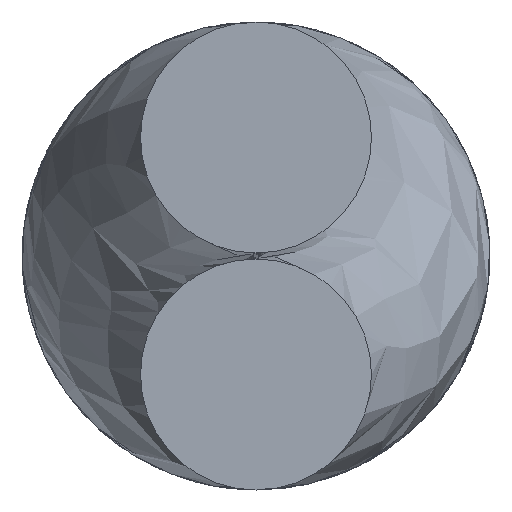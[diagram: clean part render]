
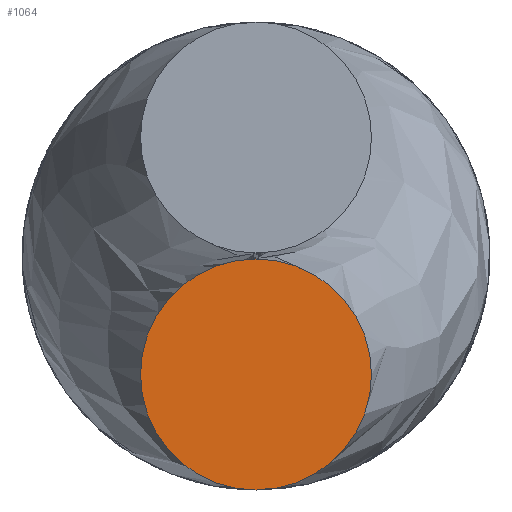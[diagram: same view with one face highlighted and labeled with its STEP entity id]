
A CAD part, front view. The second image highlights one B-rep face of the part: STEP entity #1064.
In plain terms, the highlighted planar face has unit normal (0, -1, 0).
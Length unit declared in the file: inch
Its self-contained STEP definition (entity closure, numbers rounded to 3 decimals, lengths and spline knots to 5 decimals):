
#322 = DIRECTION ( 'NONE',  ( 0., 0., 1. ) ) ;
#323 = DIRECTION ( 'NONE',  ( 0., 1., 0. ) ) ;
#325 = PLANE ( 'NONE',  #642 ) ;
#327 = CARTESIAN_POINT ( 'NONE',  ( 0., 0., -0.09619 ) ) ;
#642 = AXIS2_PLACEMENT_3D ( 'NONE', #327, #323, #322 ) ;
#647 = AXIS2_PLACEMENT_3D ( 'NONE', #2834, #2832, #2860 ) ;
#658 = EDGE_CURVE ( 'NONE', #2353, #2320, #2415, .T. ) ;
#668 = AXIS2_PLACEMENT_3D ( 'NONE', #2848, #2761, #2760 ) ;
#678 = EDGE_CURVE ( 'NONE', #2320, #2353, #2256, .T. ) ;
#1064 = ADVANCED_FACE ( 'NONE', ( #2405 ), #325, .F. ) ;
#1148 = CARTESIAN_POINT ( 'NONE',  ( 0., 0., -0.00244 ) ) ;
#1154 = CARTESIAN_POINT ( 'NONE',  ( 0., 0., -0.18994 ) ) ;
#2256 = CIRCLE ( 'NONE', #647, 0.09375 ) ;
#2290 = ORIENTED_EDGE ( 'NONE', *, *, #678, .F. ) ;
#2291 = ORIENTED_EDGE ( 'NONE', *, *, #658, .F. ) ;
#2320 = VERTEX_POINT ( 'NONE', #1154 ) ;
#2353 = VERTEX_POINT ( 'NONE', #1148 ) ;
#2405 = FACE_OUTER_BOUND ( 'NONE', #2419, .T. ) ;
#2415 = CIRCLE ( 'NONE', #668, 0.09375 ) ;
#2419 = EDGE_LOOP ( 'NONE', ( #2291, #2290 ) ) ;
#2760 = DIRECTION ( 'NONE',  ( 0., 0., 1. ) ) ;
#2761 = DIRECTION ( 'NONE',  ( 0., 1., 0. ) ) ;
#2832 = DIRECTION ( 'NONE',  ( 0., 1., 0. ) ) ;
#2834 = CARTESIAN_POINT ( 'NONE',  ( 0., 0., -0.09619 ) ) ;
#2848 = CARTESIAN_POINT ( 'NONE',  ( 0., 0., -0.09619 ) ) ;
#2860 = DIRECTION ( 'NONE',  ( 0., 0., 1. ) ) ;
